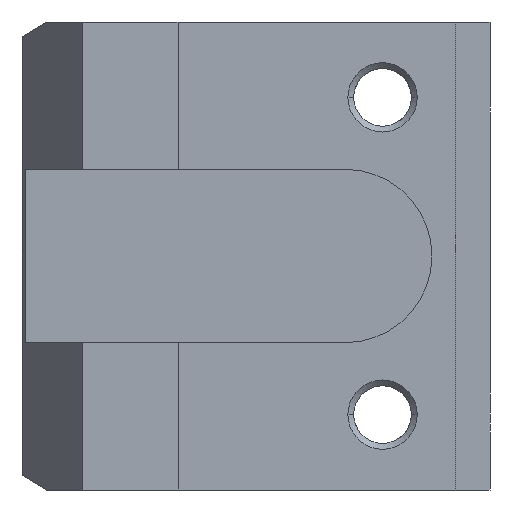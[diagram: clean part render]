
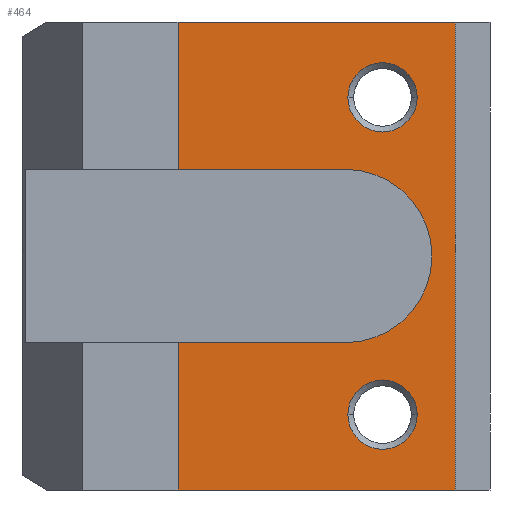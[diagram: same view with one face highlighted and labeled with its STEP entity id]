
A CAD part, left-side view. The second image highlights one B-rep face of the part: STEP entity #464.
In plain terms, the highlighted planar face has unit normal (-1, 0, 0).
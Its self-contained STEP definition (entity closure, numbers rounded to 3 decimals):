
#256=EDGE_CURVE('',#524,#474,#737,.T.);
#290=VERTEX_POINT('',#773);
#292=EDGE_CURVE('',#328,#666,#775,.T.);
#298=EDGE_CURVE('',#290,#364,#783,.T.);
#326=EDGE_CURVE('',#474,#438,#813,.T.);
#328=VERTEX_POINT('',#815);
#364=VERTEX_POINT('',#853);
#372=VERTEX_POINT('',#862);
#438=VERTEX_POINT('',#934);
#456=EDGE_CURVE('',#372,#524,#952,.T.);
#464=ADVANCED_FACE('',(#960,#961,#962),#963,.T.);
#472=EDGE_CURVE('',#666,#328,#971,.T.);
#474=VERTEX_POINT('',#973);
#524=VERTEX_POINT('',#1030);
#620=EDGE_CURVE('',#364,#290,#1136,.T.);
#650=EDGE_CURVE('',#372,#668,#1167,.T.);
#658=EDGE_CURVE('',#678,#668,#1176,.T.);
#666=VERTEX_POINT('',#1186);
#668=VERTEX_POINT('',#1188);
#674=EDGE_CURVE('',#688,#678,#1194,.T.);
#678=VERTEX_POINT('',#1198);
#682=EDGE_CURVE('',#696,#688,#1203,.T.);
#688=VERTEX_POINT('',#1209);
#694=EDGE_CURVE('',#696,#438,#1216,.T.);
#696=VERTEX_POINT('',#1218);
#737=CIRCLE('',#1251,10.0);
#773=CARTESIAN_POINT('',(0.2,16.4,-18.3));
#775=CIRCLE('',#1325,4.0);
#783=CIRCLE('',#1334,4.0);
#813=LINE('',#1381,#1382);
#815=CARTESIAN_POINT('',(0.2,16.4,18.3));
#853=CARTESIAN_POINT('',(0.2,8.4,-18.3));
#862=CARTESIAN_POINT('',(0.2,36.0,10.0));
#934=CARTESIAN_POINT('',(0.2,36.0,-10.0));
#952=LINE('',#1660,#1661);
#960=FACE_BOUND('',#1671,.T.);
#961=FACE_BOUND('',#1672,.T.);
#962=FACE_OUTER_BOUND('',#1673,.T.);
#963=PLANE('',#1674);
#971=CIRCLE('',#1689,4.0);
#973=CARTESIAN_POINT('',(0.2,16.7,-10.0));
#1030=CARTESIAN_POINT('',(0.2,16.7,10.0));
#1136=CIRCLE('',#1966,4.0);
#1167=LINE('',#2019,#2020);
#1176=LINE('',#2032,#2033);
#1186=CARTESIAN_POINT('',(0.2,8.4,18.3));
#1188=CARTESIAN_POINT('',(0.2,36.0,27.0));
#1194=LINE('',#2058,#2059);
#1198=CARTESIAN_POINT('',(0.2,4.0,27.0));
#1203=LINE('',#2069,#2070);
#1209=CARTESIAN_POINT('',(0.2,4.0,-27.0));
#1216=LINE('',#2087,#2088);
#1218=CARTESIAN_POINT('',(0.2,36.0,-27.0));
#1251=AXIS2_PLACEMENT_3D('',#2128,#2129,#2130);
#1325=AXIS2_PLACEMENT_3D('',#2157,#2158,#2159);
#1334=AXIS2_PLACEMENT_3D('',#2188,#2189,#2190);
#1381=CARTESIAN_POINT('',(0.2,23.85,-10.0));
#1382=VECTOR('',#2216,1.0);
#1660=CARTESIAN_POINT('',(0.2,23.85,10.0));
#1661=VECTOR('',#2340,1.0);
#1671=EDGE_LOOP('',(#2348,#2349));
#1672=EDGE_LOOP('',(#2350,#2351));
#1673=EDGE_LOOP('',(#2352,#2353,#2354,#2355,#2356,#2357,#2358,#2359));
#1674=AXIS2_PLACEMENT_3D('',#2360,#2361,#2362);
#1689=AXIS2_PLACEMENT_3D('',#2366,#2367,#2368);
#1966=AXIS2_PLACEMENT_3D('',#2566,#2567,#2568);
#2019=CARTESIAN_POINT('',(0.2,36.0,-27.0));
#2020=VECTOR('',#2592,1.0);
#2032=CARTESIAN_POINT('',(0.2,-0.5,27.0));
#2033=VECTOR('',#2603,1.0);
#2058=CARTESIAN_POINT('',(0.2,4.0,-27.0));
#2059=VECTOR('',#2627,1.0);
#2069=CARTESIAN_POINT('',(0.2,-0.5,-27.0));
#2070=VECTOR('',#2636,1.0);
#2087=CARTESIAN_POINT('',(0.2,36.0,-27.0));
#2088=VECTOR('',#2649,1.0);
#2128=CARTESIAN_POINT('',(0.2,16.7,0.0));
#2129=DIRECTION('',(1.0,-0.0,0.0));
#2130=DIRECTION('',(0.0,0.0,-1.0));
#2157=CARTESIAN_POINT('',(0.2,12.4,18.3));
#2158=DIRECTION('',(1.0,0.0,-0.0));
#2159=DIRECTION('',(0.0,1.0,0.0));
#2188=CARTESIAN_POINT('',(0.2,12.4,-18.3));
#2189=DIRECTION('',(1.0,0.0,-0.0));
#2190=DIRECTION('',(0.0,1.0,0.0));
#2216=DIRECTION('',(0.0,1.0,-0.0));
#2340=DIRECTION('',(0.0,-1.0,0.0));
#2348=ORIENTED_EDGE('',*,*,#292,.T.);
#2349=ORIENTED_EDGE('',*,*,#472,.T.);
#2350=ORIENTED_EDGE('',*,*,#298,.T.);
#2351=ORIENTED_EDGE('',*,*,#620,.T.);
#2352=ORIENTED_EDGE('',*,*,#456,.T.);
#2353=ORIENTED_EDGE('',*,*,#256,.T.);
#2354=ORIENTED_EDGE('',*,*,#326,.T.);
#2355=ORIENTED_EDGE('',*,*,#694,.F.);
#2356=ORIENTED_EDGE('',*,*,#682,.T.);
#2357=ORIENTED_EDGE('',*,*,#674,.T.);
#2358=ORIENTED_EDGE('',*,*,#658,.T.);
#2359=ORIENTED_EDGE('',*,*,#650,.F.);
#2360=CARTESIAN_POINT('',(0.2,4.0,-27.0));
#2361=DIRECTION('',(-1.0,0.0,0.0));
#2362=DIRECTION('',(0.0,-1.0,0.0));
#2366=CARTESIAN_POINT('',(0.2,12.4,18.3));
#2367=DIRECTION('',(1.0,0.0,-0.0));
#2368=DIRECTION('',(0.0,1.0,0.0));
#2566=CARTESIAN_POINT('',(0.2,12.4,-18.3));
#2567=DIRECTION('',(1.0,0.0,-0.0));
#2568=DIRECTION('',(0.0,1.0,0.0));
#2592=DIRECTION('',(0.0,0.0,1.0));
#2603=DIRECTION('',(0.0,1.0,0.));
#2627=DIRECTION('',(0.0,0.0,1.0));
#2636=DIRECTION('',(-0.0,-1.0,0.));
#2649=DIRECTION('',(0.0,0.0,1.0));
